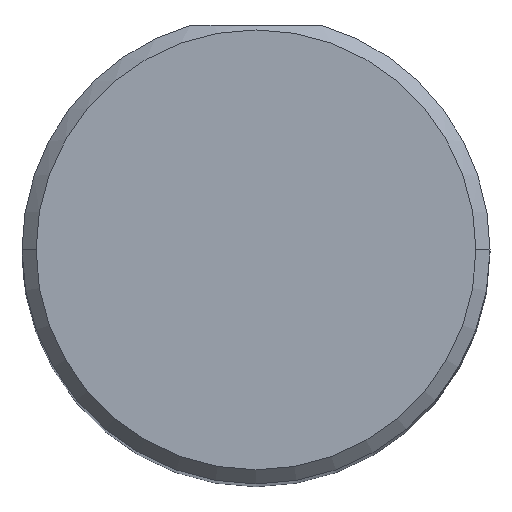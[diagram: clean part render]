
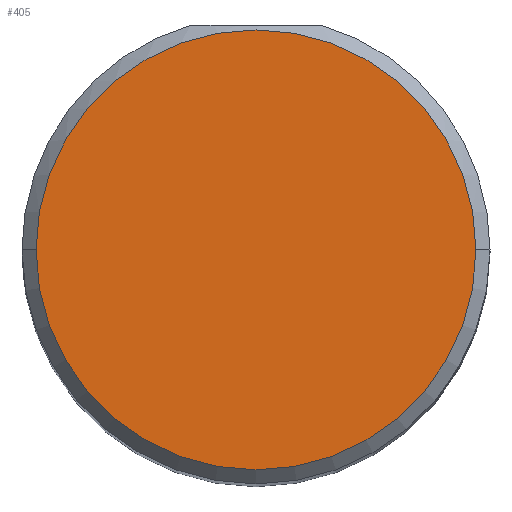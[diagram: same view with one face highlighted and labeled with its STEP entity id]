
A CAD part, top view. The second image highlights one B-rep face of the part: STEP entity #405.
In plain terms, the highlighted planar face has unit normal (0, 0, 1).
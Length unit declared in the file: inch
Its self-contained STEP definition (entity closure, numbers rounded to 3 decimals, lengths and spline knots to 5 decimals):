
#7 = EDGE_CURVE ( 'NONE', #339, #484, #271, .T. ) ;
#11 = DIRECTION ( 'NONE',  ( 0., 0., -1. ) ) ;
#35 = ORIENTED_EDGE ( 'NONE', *, *, #7, .F. ) ;
#48 = DIRECTION ( 'NONE',  ( 0., 0., 1. ) ) ;
#62 = AXIS2_PLACEMENT_3D ( 'NONE', #394, #11, #342 ) ;
#96 = PLANE ( 'NONE',  #198 ) ;
#173 = CIRCLE ( 'NONE', #540, 0.235 ) ;
#197 = DIRECTION ( 'NONE',  ( 0., 0., -1. ) ) ;
#198 = AXIS2_PLACEMENT_3D ( 'NONE', #302, #48, #351 ) ;
#271 = CIRCLE ( 'NONE', #62, 0.235 ) ;
#281 = EDGE_LOOP ( 'NONE', ( #313, #35 ) ) ;
#302 = CARTESIAN_POINT ( 'NONE',  ( 1., 0., 3. ) ) ;
#313 = ORIENTED_EDGE ( 'NONE', *, *, #429, .F. ) ;
#339 = VERTEX_POINT ( 'NONE', #532 ) ;
#342 = DIRECTION ( 'NONE',  ( -1., 0., 0. ) ) ;
#351 = DIRECTION ( 'NONE',  ( -1., 0., 0. ) ) ;
#394 = CARTESIAN_POINT ( 'NONE',  ( 1., 0., 3. ) ) ;
#405 = ADVANCED_FACE ( 'NONE', ( #537 ), #96, .T. ) ;
#429 = EDGE_CURVE ( 'NONE', #484, #339, #173, .T. ) ;
#443 = DIRECTION ( 'NONE',  ( -1., 0., 0. ) ) ;
#446 = CARTESIAN_POINT ( 'NONE',  ( 1.235, 0., 3. ) ) ;
#484 = VERTEX_POINT ( 'NONE', #446 ) ;
#492 = CARTESIAN_POINT ( 'NONE',  ( 1., 0., 3. ) ) ;
#532 = CARTESIAN_POINT ( 'NONE',  ( 0.765, 0., 3. ) ) ;
#537 = FACE_OUTER_BOUND ( 'NONE', #281, .T. ) ;
#540 = AXIS2_PLACEMENT_3D ( 'NONE', #492, #197, #443 ) ;
